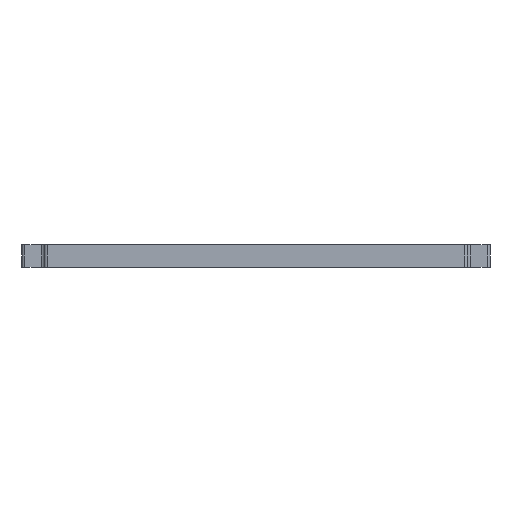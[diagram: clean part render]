
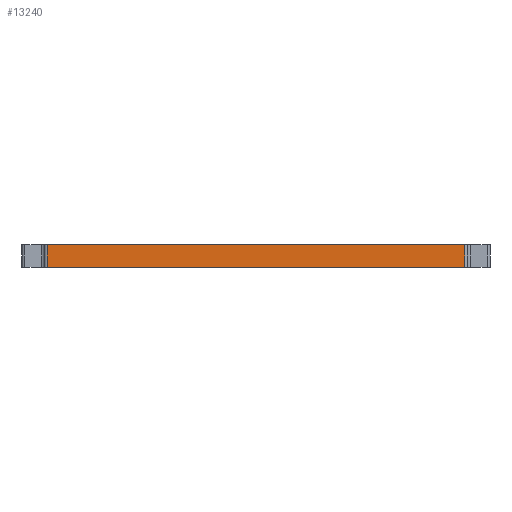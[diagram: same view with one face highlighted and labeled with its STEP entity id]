
A CAD part, left-side view. The second image highlights one B-rep face of the part: STEP entity #13240.
In plain terms, the highlighted planar face has unit normal (-1, 0, 0).
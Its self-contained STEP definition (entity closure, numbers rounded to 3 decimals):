
#114=PLANE('',#14127);
#615=FACE_OUTER_BOUND('',#1309,.T.);
#1309=EDGE_LOOP('',(#9869,#9870,#9871,#9872));
#1996=LINE('',#18762,#3629);
#2540=LINE('',#20221,#4173);
#2541=LINE('',#20224,#4174);
#2542=LINE('',#20225,#4175);
#3629=VECTOR('',#15009,10.);
#4173=VECTOR('',#16025,10.);
#4174=VECTOR('',#16028,10.);
#4175=VECTOR('',#16029,10.);
#5659=VERTEX_POINT('',#18759);
#5660=VERTEX_POINT('',#18761);
#6339=VERTEX_POINT('',#20219);
#6340=VERTEX_POINT('',#20223);
#7008=EDGE_CURVE('',#5659,#5660,#1996,.T.);
#7740=EDGE_CURVE('',#6339,#5659,#2540,.T.);
#7741=EDGE_CURVE('',#6340,#6339,#2541,.T.);
#7742=EDGE_CURVE('',#5660,#6340,#2542,.T.);
#9869=ORIENTED_EDGE('',*,*,#7740,.F.);
#9870=ORIENTED_EDGE('',*,*,#7741,.F.);
#9871=ORIENTED_EDGE('',*,*,#7742,.F.);
#9872=ORIENTED_EDGE('',*,*,#7008,.F.);
#13240=ADVANCED_FACE('',(#615),#114,.T.);
#14127=AXIS2_PLACEMENT_3D('',#20222,#16026,#16027);
#15009=DIRECTION('',(0.,1.,0.));
#16025=DIRECTION('',(0.,0.,-1.));
#16026=DIRECTION('center_axis',(-1.,0.,0.));
#16027=DIRECTION('ref_axis',(0.,-1.,0.));
#16028=DIRECTION('',(0.,-1.,0.));
#16029=DIRECTION('',(0.,0.,1.));
#18759=CARTESIAN_POINT('',(0.,-75.7,-2.5));
#18761=CARTESIAN_POINT('',(0.,-0.5,-2.5));
#18762=CARTESIAN_POINT('',(0.,-76.2,-2.5));
#20219=CARTESIAN_POINT('',(0.,-75.7,1.5));
#20221=CARTESIAN_POINT('',(0.,-75.7,0.));
#20222=CARTESIAN_POINT('Origin',(0.,0.,0.));
#20223=CARTESIAN_POINT('',(0.,-0.5,1.5));
#20224=CARTESIAN_POINT('',(0.,0.,1.5));
#20225=CARTESIAN_POINT('',(0.,-0.5,0.));
